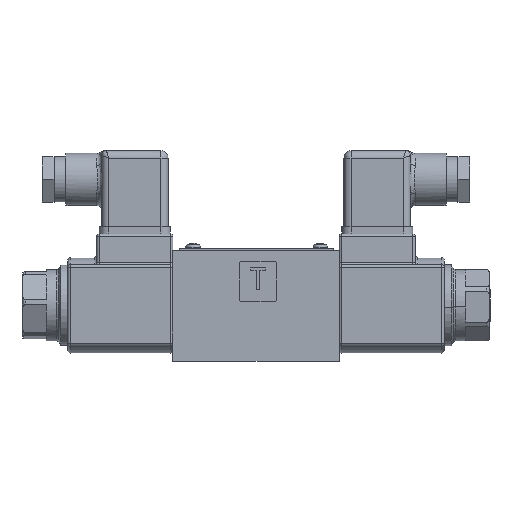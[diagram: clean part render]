
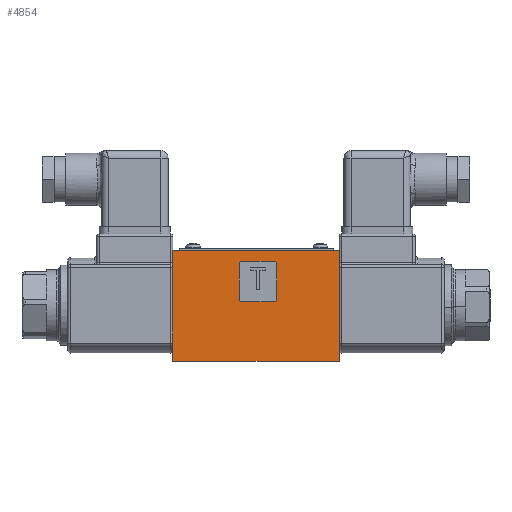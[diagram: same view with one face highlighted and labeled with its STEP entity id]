
A CAD part, front view. The second image highlights one B-rep face of the part: STEP entity #4854.
In plain terms, the highlighted face is planar.
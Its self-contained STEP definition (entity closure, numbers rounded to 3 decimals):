
#14 = ORIENTED_EDGE ( 'NONE', *, *, #11474, .F. ) ;
#82 = DIRECTION ( 'NONE',  ( -1., 0., 0. ) ) ;
#199 = VECTOR ( 'NONE', #4846, 1000. ) ;
#251 = DIRECTION ( 'NONE',  ( 0., 1., 0. ) ) ;
#571 = AXIS2_PLACEMENT_3D ( 'NONE', #1192, #17103, #6661 ) ;
#672 = ORIENTED_EDGE ( 'NONE', *, *, #16868, .F. ) ;
#707 = CIRCLE ( 'NONE', #11288, 1. ) ;
#836 = EDGE_CURVE ( 'NONE', #1250, #9788, #10176, .T. ) ;
#846 = CARTESIAN_POINT ( 'NONE',  ( 29., 25., 46. ) ) ;
#930 = VERTEX_POINT ( 'NONE', #11153 ) ;
#1192 = CARTESIAN_POINT ( 'NONE',  ( 42.66, 26., 46. ) ) ;
#1250 = VERTEX_POINT ( 'NONE', #3193 ) ;
#1477 = EDGE_CURVE ( 'NONE', #12016, #4383, #13492, .T. ) ;
#1489 = EDGE_CURVE ( 'NONE', #4383, #7990, #6857, .T. ) ;
#1491 = ORIENTED_EDGE ( 'NONE', *, *, #13633, .F. ) ;
#1542 = AXIS2_PLACEMENT_3D ( 'NONE', #1558, #10629, #82 ) ;
#1558 = CARTESIAN_POINT ( 'NONE',  ( 29., 26., 46. ) ) ;
#1664 = ORIENTED_EDGE ( 'NONE', *, *, #836, .F. ) ;
#1798 = VERTEX_POINT ( 'NONE', #5833 ) ;
#2044 = LINE ( 'NONE', #14262, #3792 ) ;
#2075 = LINE ( 'NONE', #8517, #5872 ) ;
#2266 = DIRECTION ( 'NONE',  ( 1., 0., 0. ) ) ;
#2269 = CIRCLE ( 'NONE', #5314, 1. ) ;
#2423 = FACE_OUTER_BOUND ( 'NONE', #15935, .T. ) ;
#2505 = CARTESIAN_POINT ( 'NONE',  ( 35., 23.25, 46. ) ) ;
#2763 = ORIENTED_EDGE ( 'NONE', *, *, #8462, .F. ) ;
#3028 = ORIENTED_EDGE ( 'NONE', *, *, #8123, .F. ) ;
#3067 = VECTOR ( 'NONE', #6244, 1000. ) ;
#3193 = CARTESIAN_POINT ( 'NONE',  ( 28., 26., 46. ) ) ;
#3218 = DIRECTION ( 'NONE',  ( -1., 0., 0. ) ) ;
#3481 = AXIS2_PLACEMENT_3D ( 'NONE', #2505, #13230, #2266 ) ;
#3792 = VECTOR ( 'NONE', #12693, 1000. ) ;
#4267 = CARTESIAN_POINT ( 'NONE',  ( 0., 0., 46. ) ) ;
#4383 = VERTEX_POINT ( 'NONE', #16999 ) ;
#4611 = CARTESIAN_POINT ( 'NONE',  ( 43.66, 26., 46. ) ) ;
#4846 = DIRECTION ( 'NONE',  ( 1., 0., 0. ) ) ;
#4854 = ADVANCED_FACE ( 'NONE', ( #11938, #2423 ), #15716, .T. ) ;
#5314 = AXIS2_PLACEMENT_3D ( 'NONE', #5825, #15008, #7302 ) ;
#5382 = VECTOR ( 'NONE', #8068, 1000. ) ;
#5486 = EDGE_CURVE ( 'NONE', #7233, #1798, #707, .T. ) ;
#5585 = VECTOR ( 'NONE', #10984, 1000. ) ;
#5825 = CARTESIAN_POINT ( 'NONE',  ( 42.66, 41., 46. ) ) ;
#5833 = CARTESIAN_POINT ( 'NONE',  ( 28., 41., 46. ) ) ;
#5872 = VECTOR ( 'NONE', #3218, 1000. ) ;
#6244 = DIRECTION ( 'NONE',  ( 0., -1., 0. ) ) ;
#6661 = DIRECTION ( 'NONE',  ( -1., 0., 0. ) ) ;
#6857 = LINE ( 'NONE', #10800, #5382 ) ;
#7233 = VERTEX_POINT ( 'NONE', #8973 ) ;
#7302 = DIRECTION ( 'NONE',  ( 1., 0., 0. ) ) ;
#7453 = LINE ( 'NONE', #846, #199 ) ;
#7784 = CIRCLE ( 'NONE', #571, 1. ) ;
#7892 = CARTESIAN_POINT ( 'NONE',  ( 43.66, 41., 46. ) ) ;
#7928 = CARTESIAN_POINT ( 'NONE',  ( 43.66, 41., 46. ) ) ;
#7990 = VERTEX_POINT ( 'NONE', #12528 ) ;
#8068 = DIRECTION ( 'NONE',  ( 1., 0., 0. ) ) ;
#8123 = EDGE_CURVE ( 'NONE', #9788, #930, #7453, .T. ) ;
#8156 = CARTESIAN_POINT ( 'NONE',  ( 0., 0., 46. ) ) ;
#8462 = EDGE_CURVE ( 'NONE', #13610, #14874, #10546, .T. ) ;
#8517 = CARTESIAN_POINT ( 'NONE',  ( 29., 42., 46. ) ) ;
#8818 = VECTOR ( 'NONE', #15889, 1000. ) ;
#8973 = CARTESIAN_POINT ( 'NONE',  ( 29., 42., 46. ) ) ;
#9012 = ORIENTED_EDGE ( 'NONE', *, *, #1489, .F. ) ;
#9345 = ORIENTED_EDGE ( 'NONE', *, *, #1477, .F. ) ;
#9432 = VERTEX_POINT ( 'NONE', #10241 ) ;
#9788 = VERTEX_POINT ( 'NONE', #14315 ) ;
#10016 = LINE ( 'NONE', #14293, #3067 ) ;
#10176 = CIRCLE ( 'NONE', #1542, 1. ) ;
#10241 = CARTESIAN_POINT ( 'NONE',  ( 42.66, 42., 46. ) ) ;
#10449 = ORIENTED_EDGE ( 'NONE', *, *, #14283, .F. ) ;
#10546 = LINE ( 'NONE', #7892, #8818 ) ;
#10629 = DIRECTION ( 'NONE',  ( 0., 0., 1. ) ) ;
#10800 = CARTESIAN_POINT ( 'NONE',  ( 0., 46.5, 46. ) ) ;
#10984 = DIRECTION ( 'NONE',  ( 0., -1., 0. ) ) ;
#11153 = CARTESIAN_POINT ( 'NONE',  ( 42.66, 25., 46. ) ) ;
#11207 = ORIENTED_EDGE ( 'NONE', *, *, #13729, .F. ) ;
#11288 = AXIS2_PLACEMENT_3D ( 'NONE', #16473, #15241, #15066 ) ;
#11474 = EDGE_CURVE ( 'NONE', #11668, #12016, #2044, .T. ) ;
#11668 = VERTEX_POINT ( 'NONE', #12328 ) ;
#11912 = EDGE_LOOP ( 'NONE', ( #11207, #3028, #1664, #10449, #17251, #15431, #672, #2763 ) ) ;
#11938 = FACE_BOUND ( 'NONE', #11912, .T. ) ;
#12016 = VERTEX_POINT ( 'NONE', #4267 ) ;
#12328 = CARTESIAN_POINT ( 'NONE',  ( 70., 0., 46. ) ) ;
#12482 = LINE ( 'NONE', #13953, #5585 ) ;
#12528 = CARTESIAN_POINT ( 'NONE',  ( 70., 46.5, 46. ) ) ;
#12646 = VECTOR ( 'NONE', #251, 1000. ) ;
#12693 = DIRECTION ( 'NONE',  ( -1., 0., 0. ) ) ;
#13230 = DIRECTION ( 'NONE',  ( 0., 0., 1. ) ) ;
#13492 = LINE ( 'NONE', #8156, #12646 ) ;
#13610 = VERTEX_POINT ( 'NONE', #4611 ) ;
#13633 = EDGE_CURVE ( 'NONE', #7990, #11668, #10016, .T. ) ;
#13729 = EDGE_CURVE ( 'NONE', #930, #13610, #7784, .T. ) ;
#13953 = CARTESIAN_POINT ( 'NONE',  ( 28., 41., 46. ) ) ;
#14262 = CARTESIAN_POINT ( 'NONE',  ( 70., 0., 46. ) ) ;
#14283 = EDGE_CURVE ( 'NONE', #1798, #1250, #12482, .T. ) ;
#14293 = CARTESIAN_POINT ( 'NONE',  ( 70., 46.5, 46. ) ) ;
#14315 = CARTESIAN_POINT ( 'NONE',  ( 29., 25., 46. ) ) ;
#14874 = VERTEX_POINT ( 'NONE', #7928 ) ;
#15008 = DIRECTION ( 'NONE',  ( 0., 0., 1. ) ) ;
#15066 = DIRECTION ( 'NONE',  ( 1., 0., 0. ) ) ;
#15241 = DIRECTION ( 'NONE',  ( 0., 0., 1. ) ) ;
#15431 = ORIENTED_EDGE ( 'NONE', *, *, #16851, .F. ) ;
#15716 = PLANE ( 'NONE',  #3481 ) ;
#15889 = DIRECTION ( 'NONE',  ( 0., 1., 0. ) ) ;
#15935 = EDGE_LOOP ( 'NONE', ( #9012, #9345, #14, #1491 ) ) ;
#16473 = CARTESIAN_POINT ( 'NONE',  ( 29., 41., 46. ) ) ;
#16851 = EDGE_CURVE ( 'NONE', #9432, #7233, #2075, .T. ) ;
#16868 = EDGE_CURVE ( 'NONE', #14874, #9432, #2269, .T. ) ;
#16999 = CARTESIAN_POINT ( 'NONE',  ( 0., 46.5, 46. ) ) ;
#17103 = DIRECTION ( 'NONE',  ( 0., 0., 1. ) ) ;
#17251 = ORIENTED_EDGE ( 'NONE', *, *, #5486, .F. ) ;
